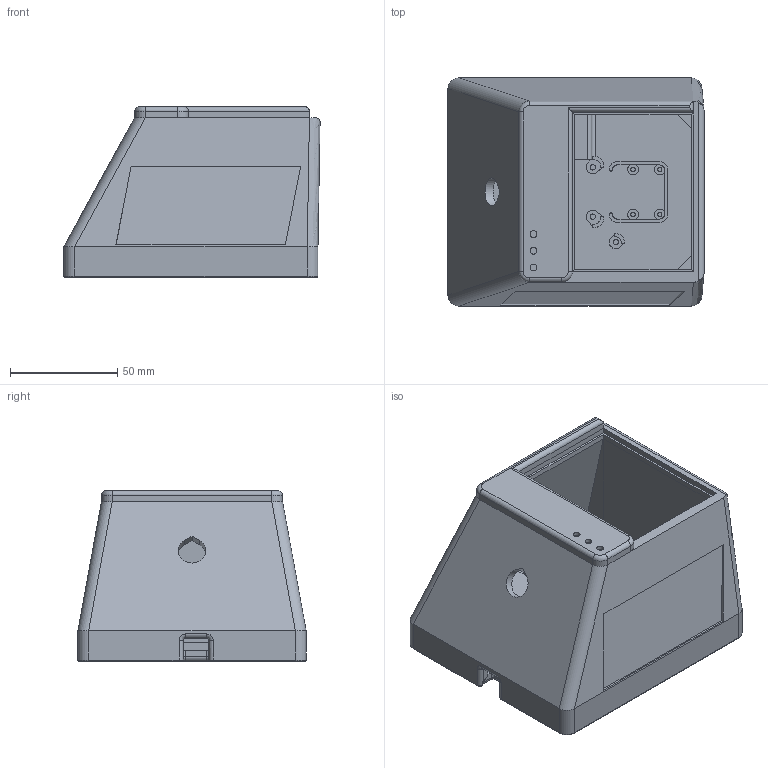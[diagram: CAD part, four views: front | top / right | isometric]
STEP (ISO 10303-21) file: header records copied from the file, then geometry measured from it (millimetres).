
FILE_DESCRIPTION(('FreeCAD Model'),'2;1');
FILE_NAME('Open CASCADE Shape Model','2023-02-01T15:00:18',(''),(''), 'Open CASCADE STEP processor 7.6','FreeCAD','Unknown');
FILE_SCHEMA(('AUTOMOTIVE_DESIGN { 1 0 10303 214 1 1 1 1 }'));
Length unit declared in the file: millimetre
Products named in the file (3): mk2; UpperBody; BaseBody
Assembly tree (2 placements, depth 2):
  mk2
    UpperBody
    BaseBody
Bounding box: 119.43 x 106.4 x 79.45 mm (x, y, z)
Volume: 220196.7 mm3; surface area: 96380 mm2
Topology: 2 solids, 2 shells, 470 faces, 1116 edges, 656 vertices
Faces by surface type: plane 243, cylinder 162, cone 20, revolution 16, torus 15, bspline 14
Full cylindrical faces by diameter (mm): 2 x4, 2.5 x8, 3.2 x3, 4 x8
Entity records: 29179 total; most frequent: CARTESIAN_POINT 6646, DIRECTION 4305, LINE 2558, VECTOR 2558, ORIENTED_EDGE 2216, PCURVE 2216, DEFINITIONAL_REPRESENTATION 2216, EDGE_CURVE 1108
